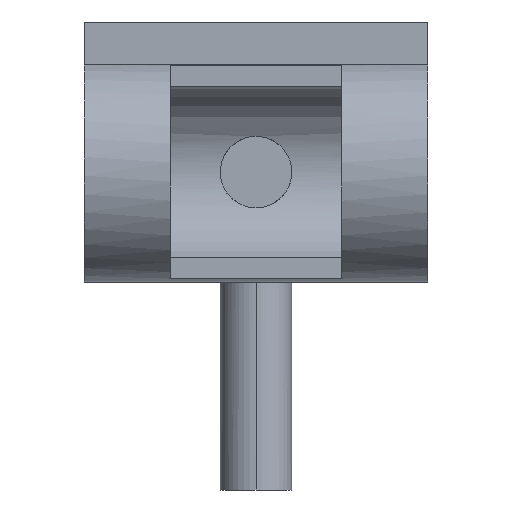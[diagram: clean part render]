
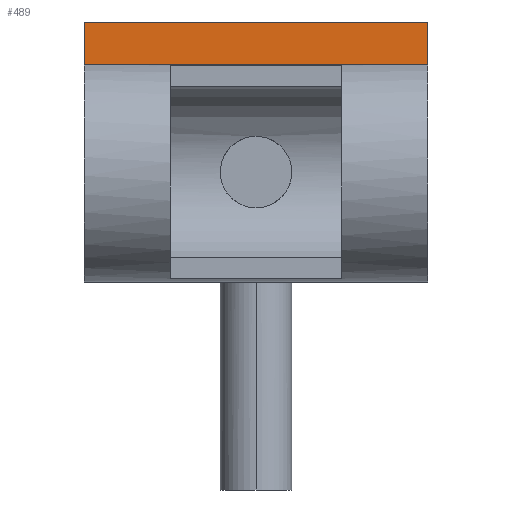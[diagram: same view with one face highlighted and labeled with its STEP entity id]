
A CAD part, front view. The second image highlights one B-rep face of the part: STEP entity #489.
In plain terms, the highlighted planar face has unit normal (0, -1, 0).
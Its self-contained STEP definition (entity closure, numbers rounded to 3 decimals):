
#14 = VECTOR ( 'NONE', #727, 1000. ) ;
#120 = LINE ( 'NONE', #1448, #1604 ) ;
#313 = LINE ( 'NONE', #1832, #2389 ) ;
#445 = FACE_OUTER_BOUND ( 'NONE', #1429, .T. ) ;
#489 = ADVANCED_FACE ( 'NONE', ( #445 ), #1977, .F. ) ;
#514 = CARTESIAN_POINT ( 'NONE',  ( 60., -9., 37.433 ) ) ;
#546 = EDGE_CURVE ( 'NONE', #774, #2177, #313, .T. ) ;
#589 = ORIENTED_EDGE ( 'NONE', *, *, #2234, .T. ) ;
#727 = DIRECTION ( 'NONE',  ( -1., 0., 0. ) ) ;
#774 = VERTEX_POINT ( 'NONE', #514 ) ;
#792 = ORIENTED_EDGE ( 'NONE', *, *, #546, .F. ) ;
#828 = CARTESIAN_POINT ( 'NONE',  ( 60., -9., 52.433 ) ) ;
#913 = LINE ( 'NONE', #2437, #14 ) ;
#973 = VERTEX_POINT ( 'NONE', #2113 ) ;
#1026 = CARTESIAN_POINT ( 'NONE',  ( 60., -9., 52.433 ) ) ;
#1143 = ORIENTED_EDGE ( 'NONE', *, *, #2122, .F. ) ;
#1209 = DIRECTION ( 'NONE',  ( 0., 1., 0. ) ) ;
#1237 = AXIS2_PLACEMENT_3D ( 'NONE', #828, #1209, #1450 ) ;
#1322 = LINE ( 'NONE', #2077, #1759 ) ;
#1429 = EDGE_LOOP ( 'NONE', ( #2272, #792, #1143, #589 ) ) ;
#1448 = CARTESIAN_POINT ( 'NONE',  ( 60., -9., 52.433 ) ) ;
#1450 = DIRECTION ( 'NONE',  ( 0., 0., 1. ) ) ;
#1546 = VERTEX_POINT ( 'NONE', #1026 ) ;
#1582 = DIRECTION ( 'NONE',  ( -1., 0., 0. ) ) ;
#1593 = CARTESIAN_POINT ( 'NONE',  ( -60., -9., 37.433 ) ) ;
#1604 = VECTOR ( 'NONE', #2011, 1000. ) ;
#1759 = VECTOR ( 'NONE', #1840, 1000. ) ;
#1832 = CARTESIAN_POINT ( 'NONE',  ( 60., -9., 37.433 ) ) ;
#1840 = DIRECTION ( 'NONE',  ( 0., 0., -1. ) ) ;
#1977 = PLANE ( 'NONE',  #1237 ) ;
#2011 = DIRECTION ( 'NONE',  ( 0., 0., -1. ) ) ;
#2077 = CARTESIAN_POINT ( 'NONE',  ( -60., -9., 52.433 ) ) ;
#2113 = CARTESIAN_POINT ( 'NONE',  ( -60., -9., 52.433 ) ) ;
#2122 = EDGE_CURVE ( 'NONE', #1546, #774, #120, .T. ) ;
#2177 = VERTEX_POINT ( 'NONE', #1593 ) ;
#2234 = EDGE_CURVE ( 'NONE', #1546, #973, #913, .T. ) ;
#2272 = ORIENTED_EDGE ( 'NONE', *, *, #2278, .T. ) ;
#2278 = EDGE_CURVE ( 'NONE', #973, #2177, #1322, .T. ) ;
#2389 = VECTOR ( 'NONE', #1582, 1000. ) ;
#2437 = CARTESIAN_POINT ( 'NONE',  ( 60., -9., 52.433 ) ) ;
